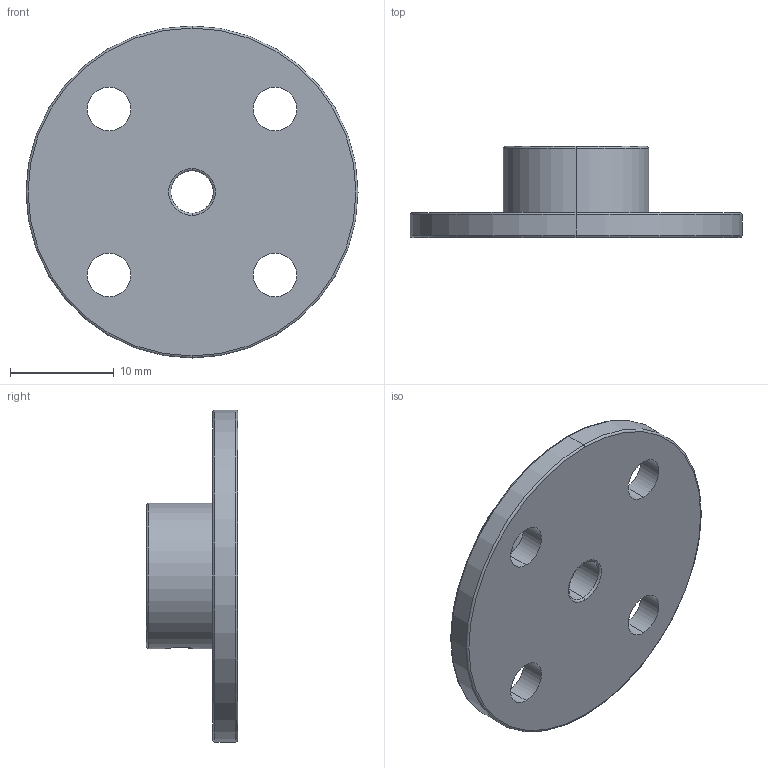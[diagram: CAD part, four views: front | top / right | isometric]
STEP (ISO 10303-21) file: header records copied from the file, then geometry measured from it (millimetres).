
FILE_DESCRIPTION (( 'STEP AP214' ), '1' );
FILE_NAME ('08-0005.step', '2020-04-06T07:14:25', ( '' ), ( '' ), 'SwSTEP 2.0', 'SolidWorks 2020', '' );
FILE_SCHEMA (( 'AUTOMOTIVE_DESIGN' ));
Length unit declared in the file: millimetre
Products named in the file (1): 08-0005
Bounding box: 32 x 8.8 x 32 mm (x, y, z)
Volume: 2634.9 mm3; surface area: 2270 mm2
Topology: 1 solids, 1 shells, 59 faces, 164 edges, 106 vertices
Faces by surface type: cylinder 38, torus 10, bspline 8, plane 3
Entity records: 6203 total; most frequent: CARTESIAN_POINT 4832, ORIENTED_EDGE 328, DIRECTION 237, EDGE_CURVE 164, VERTEX_POINT 106, AXIS2_PLACEMENT_3D 100, EDGE_LOOP 70, FACE_OUTER_BOUND 59
